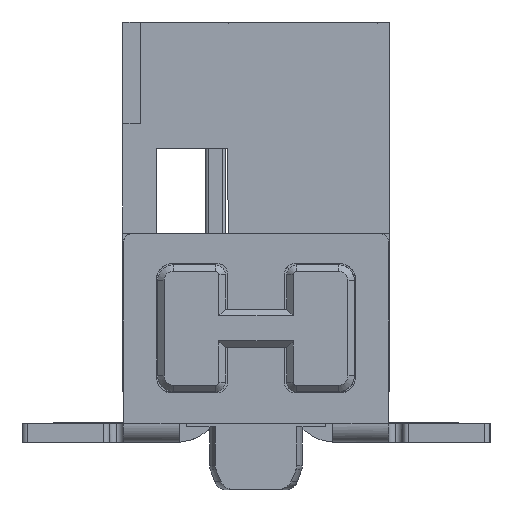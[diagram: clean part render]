
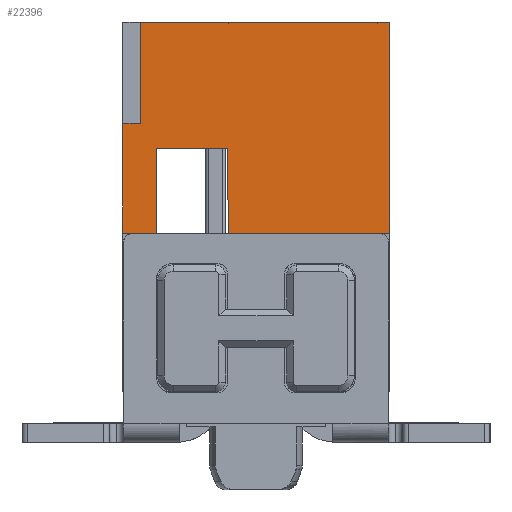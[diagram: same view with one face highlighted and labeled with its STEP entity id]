
A CAD part, left-side view. The second image highlights one B-rep face of the part: STEP entity #22396.
In plain terms, the highlighted planar face has unit normal (-1, 0, 0).
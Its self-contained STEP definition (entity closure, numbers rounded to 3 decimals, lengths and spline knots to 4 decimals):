
#22355=AXIS2_PLACEMENT_3D('Plane Axis2P3D',#22352,#22353,#22354) ;
#8578=CARTESIAN_POINT('Vertex',(1.165,1.6,7.38)) ;
#8581=CARTESIAN_POINT('Line Origine',(1.165,1.6,5.715)) ;
#8585=CARTESIAN_POINT('Vertex',(1.165,1.6,4.05)) ;
#9557=CARTESIAN_POINT('Vertex',(1.165,4.1392,4.05)) ;
#9560=CARTESIAN_POINT('Line Origine',(1.165,4.1421,4.715)) ;
#9564=CARTESIAN_POINT('Vertex',(1.165,4.145,5.38)) ;
#19432=CARTESIAN_POINT('Vertex',(1.165,5.275,5.38)) ;
#19435=CARTESIAN_POINT('Line Origine',(1.165,5.275,4.715)) ;
#19439=CARTESIAN_POINT('Vertex',(1.165,5.275,4.05)) ;
#19976=CARTESIAN_POINT('Vertex',(1.165,5.8,4.05)) ;
#19979=CARTESIAN_POINT('Line Origine',(1.165,5.8,4.915)) ;
#19983=CARTESIAN_POINT('Vertex',(1.165,5.8,5.78)) ;
#22266=CARTESIAN_POINT('Vertex',(1.165,5.525,7.38)) ;
#22269=CARTESIAN_POINT('Line Origine',(1.165,3.5625,7.38)) ;
#22352=CARTESIAN_POINT('Axis2P3D Location',(1.165,6.0561,3.5794)) ;
#22357=CARTESIAN_POINT('Line Origine',(1.165,5.6625,5.78)) ;
#22361=CARTESIAN_POINT('Vertex',(1.165,5.525,5.78)) ;
#22364=CARTESIAN_POINT('Line Origine',(1.165,5.5375,4.05)) ;
#22369=CARTESIAN_POINT('Line Origine',(1.165,4.71,5.38)) ;
#22374=CARTESIAN_POINT('Line Origine',(1.165,2.8696,4.05)) ;
#22379=CARTESIAN_POINT('Line Origine',(1.165,5.525,6.58)) ;
#8582=DIRECTION('Vector Direction',(0.,0.,-1.)) ;
#9561=DIRECTION('Vector Direction',(0.,-0.004,-1.)) ;
#19436=DIRECTION('Vector Direction',(0.,0.,1.)) ;
#19980=DIRECTION('Vector Direction',(0.,0.,-1.)) ;
#22270=DIRECTION('Vector Direction',(0.,-1.,0.)) ;
#22353=DIRECTION('Axis2P3D Direction',(-1.,0.,0.)) ;
#22354=DIRECTION('Axis2P3D XDirection',(0.,-1.,0.)) ;
#22358=DIRECTION('Vector Direction',(0.,1.,0.)) ;
#22365=DIRECTION('Vector Direction',(0.,-1.,0.)) ;
#22370=DIRECTION('Vector Direction',(0.,-1.,0.)) ;
#22375=DIRECTION('Vector Direction',(0.,-1.,0.)) ;
#22380=DIRECTION('Vector Direction',(0.,0.,-1.)) ;
#8583=VECTOR('Line Direction',#8582,1.) ;
#9562=VECTOR('Line Direction',#9561,1.) ;
#19437=VECTOR('Line Direction',#19436,1.) ;
#19981=VECTOR('Line Direction',#19980,1.) ;
#22271=VECTOR('Line Direction',#22270,1.) ;
#22359=VECTOR('Line Direction',#22358,1.) ;
#22366=VECTOR('Line Direction',#22365,1.) ;
#22371=VECTOR('Line Direction',#22370,1.) ;
#22376=VECTOR('Line Direction',#22375,1.) ;
#22381=VECTOR('Line Direction',#22380,1.) ;
#22385=ORIENTED_EDGE('',*,*,#22363,.T.) ;
#22386=ORIENTED_EDGE('',*,*,#19985,.T.) ;
#22387=ORIENTED_EDGE('',*,*,#22368,.T.) ;
#22388=ORIENTED_EDGE('',*,*,#19441,.T.) ;
#22389=ORIENTED_EDGE('',*,*,#22373,.T.) ;
#22390=ORIENTED_EDGE('',*,*,#9566,.T.) ;
#22391=ORIENTED_EDGE('',*,*,#22378,.T.) ;
#22392=ORIENTED_EDGE('',*,*,#8587,.F.) ;
#22393=ORIENTED_EDGE('',*,*,#22273,.F.) ;
#22394=ORIENTED_EDGE('',*,*,#22383,.T.) ;
#22396=ADVANCED_FACE('Hauptk\X2\00F6\X0\rper',(#22395),#22356,.T.) ;
#8587=EDGE_CURVE('',#8579,#8586,#8584,.T.) ;
#9566=EDGE_CURVE('',#9565,#9558,#9563,.T.) ;
#19441=EDGE_CURVE('',#19440,#19433,#19438,.T.) ;
#19985=EDGE_CURVE('',#19984,#19977,#19982,.T.) ;
#22273=EDGE_CURVE('',#22267,#8579,#22272,.T.) ;
#22363=EDGE_CURVE('',#22362,#19984,#22360,.T.) ;
#22368=EDGE_CURVE('',#19977,#19440,#22367,.T.) ;
#22373=EDGE_CURVE('',#19433,#9565,#22372,.T.) ;
#22378=EDGE_CURVE('',#9558,#8586,#22377,.T.) ;
#22383=EDGE_CURVE('',#22267,#22362,#22382,.T.) ;
#22384=EDGE_LOOP('',(#22385,#22386,#22387,#22388,#22389,#22390,#22391,#22392,#22393,#22394)) ;
#22395=FACE_OUTER_BOUND('',#22384,.T.) ;
#8584=LINE('Line',#8581,#8583) ;
#9563=LINE('Line',#9560,#9562) ;
#19438=LINE('Line',#19435,#19437) ;
#19982=LINE('Line',#19979,#19981) ;
#22272=LINE('Line',#22269,#22271) ;
#22360=LINE('Line',#22357,#22359) ;
#22367=LINE('Line',#22364,#22366) ;
#22372=LINE('Line',#22369,#22371) ;
#22377=LINE('Line',#22374,#22376) ;
#22382=LINE('Line',#22379,#22381) ;
#22356=PLANE('',#22355) ;
#8579=VERTEX_POINT('',#8578) ;
#8586=VERTEX_POINT('',#8585) ;
#9558=VERTEX_POINT('',#9557) ;
#9565=VERTEX_POINT('',#9564) ;
#19433=VERTEX_POINT('',#19432) ;
#19440=VERTEX_POINT('',#19439) ;
#19977=VERTEX_POINT('',#19976) ;
#19984=VERTEX_POINT('',#19983) ;
#22267=VERTEX_POINT('',#22266) ;
#22362=VERTEX_POINT('',#22361) ;
